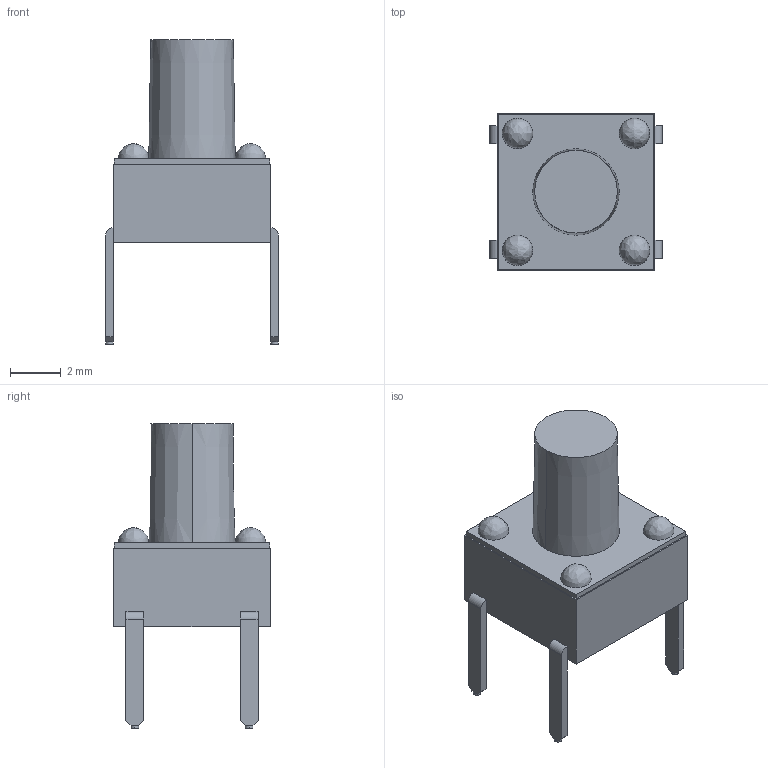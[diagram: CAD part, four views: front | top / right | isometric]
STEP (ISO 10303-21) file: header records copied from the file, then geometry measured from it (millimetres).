
FILE_DESCRIPTION (( 'STEP AP214' ), '1' );
FILE_NAME ('User Library-tact switch 6x6x8mm.STEP', '2017-10-02T20:11:47', ( 'Windows User' ), ( '' ), 'SwSTEP 2.0', 'SolidWorks 2017', '' );
FILE_SCHEMA (( 'AUTOMOTIVE_DESIGN' ));
Length unit declared in the file: millimetre
Products named in the file (1): User Library-tact switch 6x6x8mm
Bounding box: 6.8 x 6.2 x 12 mm (x, y, z)
Volume: 172.9 mm3; surface area: 245.1 mm2
Topology: 1 solids, 1 shells, 74 faces, 182 edges, 108 vertices
Faces by surface type: plane 56, cylinder 12, bspline 4, cone 2
Entity records: 2982 total; most frequent: CARTESIAN_POINT 417, DIRECTION 360, ORIENTED_EDGE 348, EDGE_CURVE 174, VECTOR 130, LINE 130, AXIS2_PLACEMENT_3D 115, VERTEX_POINT 108
